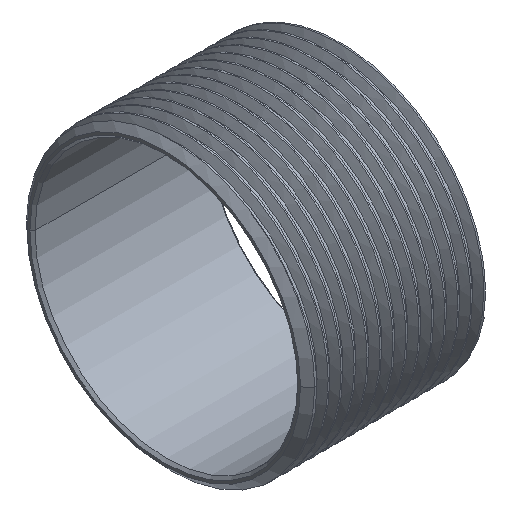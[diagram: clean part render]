
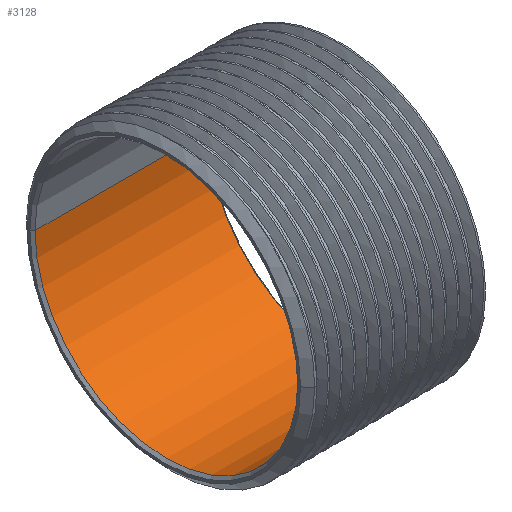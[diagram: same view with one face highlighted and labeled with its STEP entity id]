
A CAD part, isometric view. The second image highlights one B-rep face of the part: STEP entity #3128.
In plain terms, the highlighted cylindrical face has radius 51.5 mm (diameter 103 mm), a partial arc.
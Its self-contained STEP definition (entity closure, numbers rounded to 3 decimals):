
#373 = VERTEX_POINT ( 'NONE', #3271 ) ;
#375 = ORIENTED_EDGE ( 'NONE', *, *, #8084, .T. ) ;
#595 = VECTOR ( 'NONE', #9006, 1000. ) ;
#630 = EDGE_CURVE ( 'NONE', #4962, #10272, #6505, .T. ) ;
#949 = ORIENTED_EDGE ( 'NONE', *, *, #6066, .F. ) ;
#1747 = EDGE_CURVE ( 'NONE', #373, #10272, #6599, .T. ) ;
#1988 = CARTESIAN_POINT ( 'NONE',  ( 30.008, 51.5, 0. ) ) ;
#2221 = DIRECTION ( 'NONE',  ( 0., 1., 0. ) ) ;
#2936 = AXIS2_PLACEMENT_3D ( 'NONE', #4884, #7415, #2221 ) ;
#3035 = DIRECTION ( 'NONE',  ( 1., 0., 0. ) ) ;
#3128 = ADVANCED_FACE ( 'NONE', ( #6447 ), #4668, .F. ) ;
#3271 = CARTESIAN_POINT ( 'NONE',  ( 30.008, -51.5, 0. ) ) ;
#4300 = ORIENTED_EDGE ( 'NONE', *, *, #630, .F. ) ;
#4418 = AXIS2_PLACEMENT_3D ( 'NONE', #7799, #3035, #5170 ) ;
#4640 = EDGE_LOOP ( 'NONE', ( #949, #375, #8917, #4300 ) ) ;
#4668 = CYLINDRICAL_SURFACE ( 'NONE', #9322, 51.5 ) ;
#4781 = CARTESIAN_POINT ( 'NONE',  ( 60.609, 51.5, 0. ) ) ;
#4884 = CARTESIAN_POINT ( 'NONE',  ( -37.992, 0., 0. ) ) ;
#4962 = VERTEX_POINT ( 'NONE', #7267 ) ;
#5170 = DIRECTION ( 'NONE',  ( 0., 1., 0. ) ) ;
#5206 = CARTESIAN_POINT ( 'NONE',  ( 60.609, 0., 0. ) ) ;
#5299 = VECTOR ( 'NONE', #8795, 1000. ) ;
#6066 = EDGE_CURVE ( 'NONE', #7602, #4962, #10028, .T. ) ;
#6330 = DIRECTION ( 'NONE',  ( 1., 0., 0. ) ) ;
#6447 = FACE_OUTER_BOUND ( 'NONE', #4640, .T. ) ;
#6505 = LINE ( 'NONE', #4781, #595 ) ;
#6599 = CIRCLE ( 'NONE', #4418, 51.5 ) ;
#7267 = CARTESIAN_POINT ( 'NONE',  ( -37.992, 51.5, 0. ) ) ;
#7415 = DIRECTION ( 'NONE',  ( 1., 0., 0. ) ) ;
#7602 = VERTEX_POINT ( 'NONE', #7613 ) ;
#7613 = CARTESIAN_POINT ( 'NONE',  ( -37.992, -51.5, 0. ) ) ;
#7799 = CARTESIAN_POINT ( 'NONE',  ( 30.008, 0., 0. ) ) ;
#7892 = LINE ( 'NONE', #10510, #5299 ) ;
#8084 = EDGE_CURVE ( 'NONE', #7602, #373, #7892, .T. ) ;
#8685 = DIRECTION ( 'NONE',  ( 0., 1., 0. ) ) ;
#8795 = DIRECTION ( 'NONE',  ( 1., 0., 0. ) ) ;
#8917 = ORIENTED_EDGE ( 'NONE', *, *, #1747, .T. ) ;
#9006 = DIRECTION ( 'NONE',  ( 1., 0., 0. ) ) ;
#9322 = AXIS2_PLACEMENT_3D ( 'NONE', #5206, #6330, #8685 ) ;
#10028 = CIRCLE ( 'NONE', #2936, 51.5 ) ;
#10272 = VERTEX_POINT ( 'NONE', #1988 ) ;
#10510 = CARTESIAN_POINT ( 'NONE',  ( 60.609, -51.5, 0. ) ) ;
